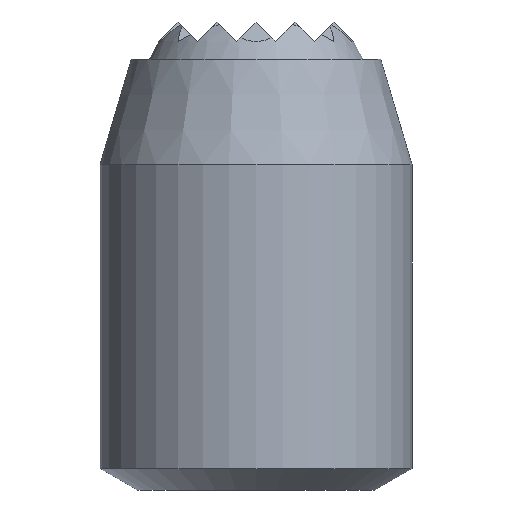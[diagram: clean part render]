
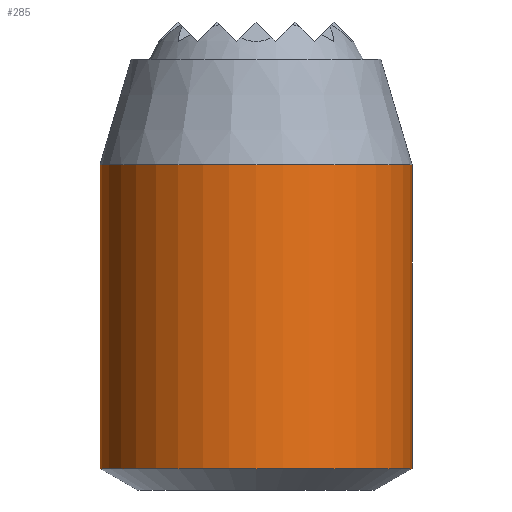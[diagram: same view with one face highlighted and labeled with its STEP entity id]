
A CAD part, front view. The second image highlights one B-rep face of the part: STEP entity #285.
In plain terms, the highlighted cylindrical face has radius 8 mm (diameter 16 mm), a full revolution.
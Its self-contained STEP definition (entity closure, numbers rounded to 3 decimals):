
#285 = ADVANCED_FACE( '', ( #593, #594 ), #595, .T. );
#593 = FACE_OUTER_BOUND( '', #916, .T. );
#594 = FACE_OUTER_BOUND( '', #917, .T. );
#595 = CYLINDRICAL_SURFACE( '', #918, 8. );
#916 = EDGE_LOOP( '', ( #1612 ) );
#917 = EDGE_LOOP( '', ( #1613 ) );
#918 = AXIS2_PLACEMENT_3D( '', #1614, #1615, #1616 );
#1612 = ORIENTED_EDGE( '', *, *, #1889, .T. );
#1613 = ORIENTED_EDGE( '', *, *, #1813, .T. );
#1614 = CARTESIAN_POINT( '', ( 0., 0., 22.08 ) );
#1615 = DIRECTION( '', ( 0., 0., 1. ) );
#1616 = DIRECTION( '', ( -1., 0., 0. ) );
#1813 = EDGE_CURVE( '', #2127, #2127, #2128, .F. );
#1889 = EDGE_CURVE( '', #2236, #2236, #2237, .T. );
#2127 = VERTEX_POINT( '', #2530 );
#2128 = CIRCLE( '', #2531, 8. );
#2236 = VERTEX_POINT( '', #2686 );
#2237 = CIRCLE( '', #2687, 8. );
#2530 = CARTESIAN_POINT( '', ( 8., 0., 16.68 ) );
#2531 = AXIS2_PLACEMENT_3D( '', #3032, #3033, #3034 );
#2686 = CARTESIAN_POINT( '', ( 8., 0., 1.1 ) );
#2687 = AXIS2_PLACEMENT_3D( '', #3106, #3107, #3108 );
#3032 = CARTESIAN_POINT( '', ( 0., 0., 16.68 ) );
#3033 = DIRECTION( '', ( 0., 0., 1. ) );
#3034 = DIRECTION( '', ( 1., 0., 0. ) );
#3106 = CARTESIAN_POINT( '', ( 0., 0., 1.1 ) );
#3107 = DIRECTION( '', ( 0., 0., 1. ) );
#3108 = DIRECTION( '', ( 1., 0., 0. ) );
